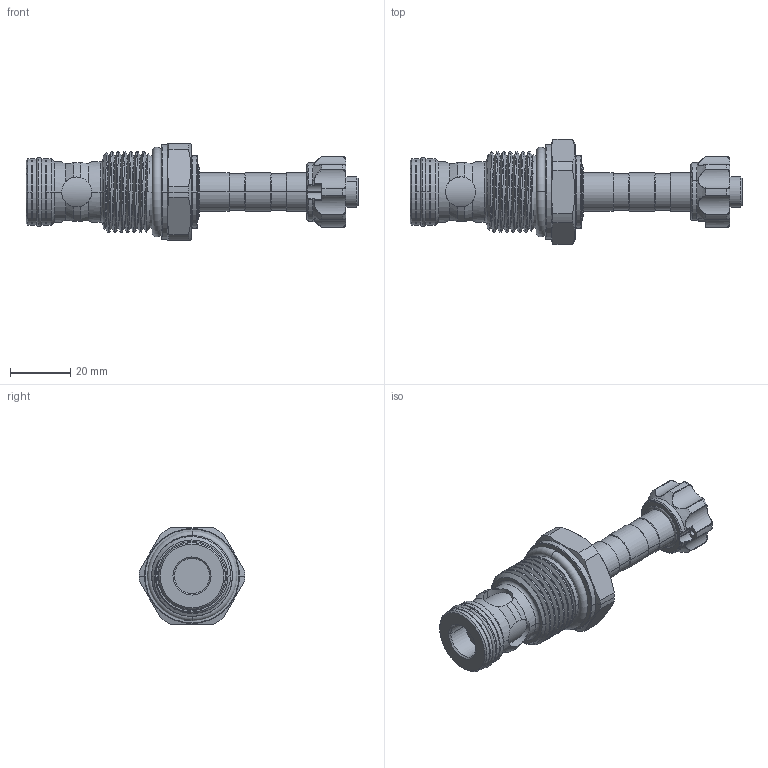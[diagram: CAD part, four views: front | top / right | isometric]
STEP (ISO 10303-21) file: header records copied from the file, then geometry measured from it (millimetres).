
FILE_DESCRIPTION (( 'STEP AP203' ), '1' );
FILE_NAME ('EP12W2A09M85.STEP', '2021-03-11T06:19:27', ( '' ), ( '' ), 'SwSTEP 2.0', 'SolidWorks 2018', '' );
FILE_SCHEMA (( 'CONFIG_CONTROL_DESIGN' ));
Length unit declared in the file: millimetre
Products named in the file (1): EP12W2A09M85
Bounding box: 110.45 x 35.1 x 32 mm (x, y, z)
Volume: 36758 mm3; surface area: 12731 mm2
Topology: 4 solids, 4 shells, 289 faces, 699 edges, 426 vertices
Faces by surface type: cylinder 131, torus 52, cone 42, bspline 38, plane 26
Entity records: 14457 total; most frequent: CARTESIAN_POINT 7996, ORIENTED_EDGE 1394, DIRECTION 1302, EDGE_CURVE 697, AXIS2_PLACEMENT_3D 570, VERTEX_POINT 426, CIRCLE 318, EDGE_LOOP 307
